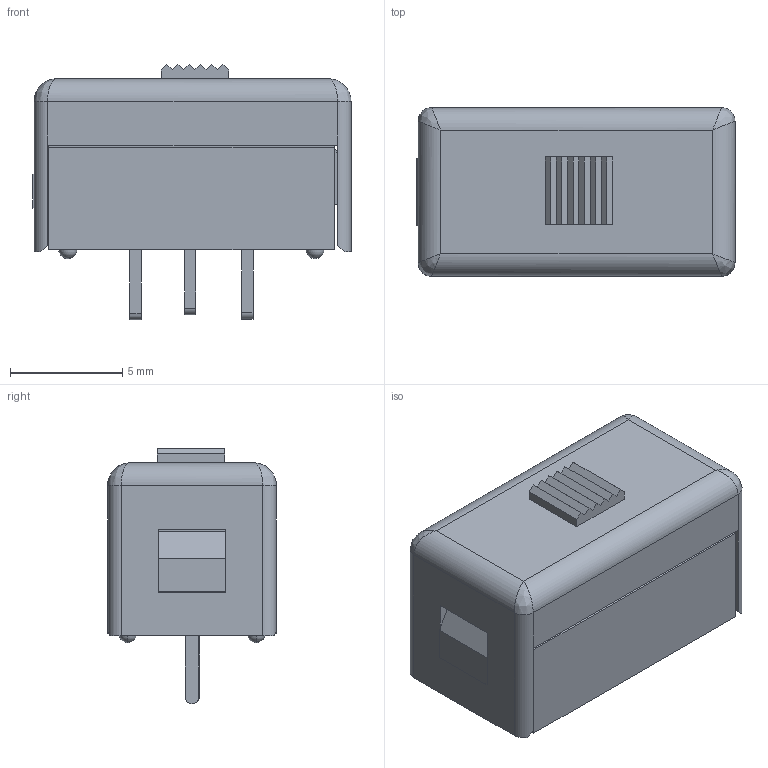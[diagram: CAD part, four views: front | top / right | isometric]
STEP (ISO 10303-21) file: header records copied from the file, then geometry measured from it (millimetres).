
FILE_DESCRIPTION((''),'2;1');
FILE_NAME('25139NAB','2014-12-12T',('brevel'),(''),'PRO/ENGINEER BY PARAMETRIC TECHNOLOGY CORPORATION, 2013410','PRO/ENGINEER BY PARAMETRIC TECHNOLOGY CORPORATION, 2013410','');
FILE_SCHEMA(('CONFIG_CONTROL_DESIGN'));
Length unit declared in the file: millimetre
Products named in the file (1): 25139NAB
Bounding box: 14.15 x 7.5 x 11.37 mm (x, y, z)
Volume: 717.4 mm3; surface area: 973.8 mm2
Topology: 1 solids, 1 shells, 130 faces, 339 edges, 212 vertices
Faces by surface type: plane 107, cylinder 11, sphere 8, bspline 4
Entity records: 4119 total; most frequent: CARTESIAN_POINT 945, ORIENTED_EDGE 662, DIRECTION 601, EDGE_CURVE 331, VECTOR 289, LINE 289, VERTEX_POINT 212, AXIS2_PLACEMENT_3D 156
